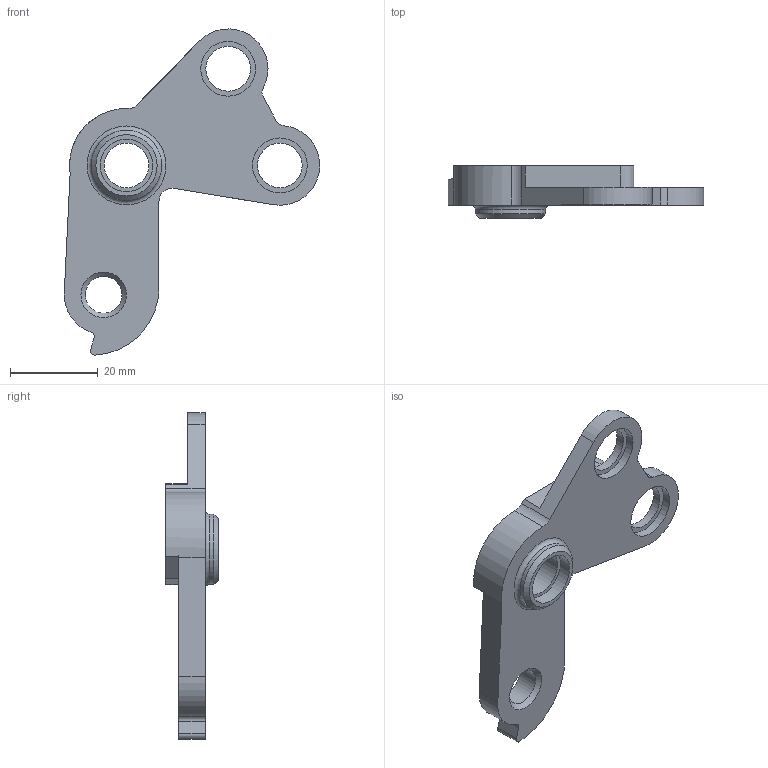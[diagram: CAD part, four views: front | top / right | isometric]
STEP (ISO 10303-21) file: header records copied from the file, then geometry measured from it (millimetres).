
FILE_DESCRIPTION(('FreeCAD Model'),'2;1');
FILE_NAME('patte_sunn_d_v2.step', '2017-07-19T00:43:55',('Author'),(''), 'Open CASCADE STEP processor 6.8','FreeCAD','Unknown');
FILE_SCHEMA(('AUTOMOTIVE_DESIGN_CC2 { 1 2 10303 214 -1 1 5 4 }'));
Length unit declared in the file: millimetre
Products named in the file (1): Pocket003
Bounding box: 58.29 x 12 x 74.42 mm (x, y, z)
Volume: 11269.4 mm3; surface area: 6061.9 mm2
Topology: 1 solids, 1 shells, 43 faces, 107 edges, 70 vertices
Faces by surface type: cylinder 21, plane 18, cone 3, torus 1
Full cylindrical faces by diameter (mm): 8.4 x1, 10.2 x3, 12 x1, 12.5 x2, 16 x1
Entity records: 2753 total; most frequent: CARTESIAN_POINT 569, DIRECTION 413, ORIENTED_EDGE 214, PCURVE 214, DEFINITIONAL_REPRESENTATION 214, LINE 204, VECTOR 204, EDGE_CURVE 107
